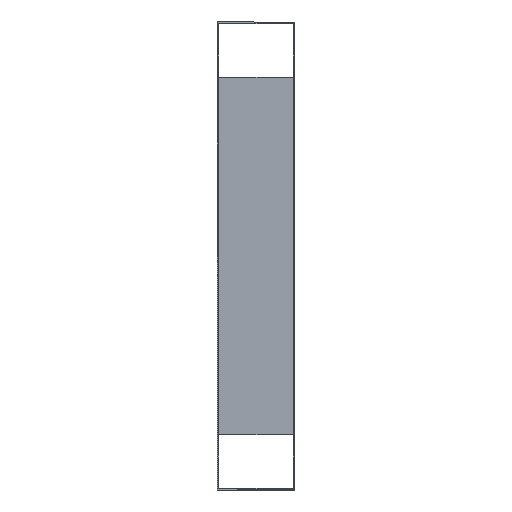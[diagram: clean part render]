
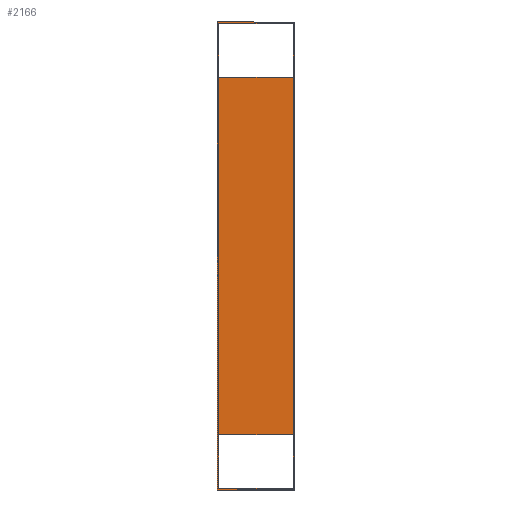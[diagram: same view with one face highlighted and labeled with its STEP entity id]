
A CAD part, left-side view. The second image highlights one B-rep face of the part: STEP entity #2166.
In plain terms, the highlighted planar face has unit normal (-1, 0, 0).
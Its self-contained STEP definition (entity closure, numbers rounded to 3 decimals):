
#13 = VECTOR ( 'NONE', #436, 1000. ) ;
#33 = EDGE_CURVE ( 'NONE', #603, #625, #2066, .T. ) ;
#52 = EDGE_CURVE ( 'NONE', #408, #1807, #1142, .T. ) ;
#66 = VERTEX_POINT ( 'NONE', #645 ) ;
#104 = CARTESIAN_POINT ( 'NONE',  ( -300., 68.6, -161.5 ) ) ;
#112 = CARTESIAN_POINT ( 'NONE',  ( -300., 70., -211.5 ) ) ;
#161 = EDGE_LOOP ( 'NONE', ( #1435, #658, #1766, #1481 ) ) ;
#174 = CARTESIAN_POINT ( 'NONE',  ( -300., 68.6, 161.5 ) ) ;
#182 = ORIENTED_EDGE ( 'NONE', *, *, #33, .T. ) ;
#194 = LINE ( 'NONE', #1538, #1419 ) ;
#226 = CARTESIAN_POINT ( 'NONE',  ( -300., 68.6, -210.1 ) ) ;
#235 = DIRECTION ( 'NONE',  ( -1., 0., 0. ) ) ;
#242 = CARTESIAN_POINT ( 'NONE',  ( -300., 70., -211.5 ) ) ;
#392 = CARTESIAN_POINT ( 'NONE',  ( -300., 1.4, 161.5 ) ) ;
#408 = VERTEX_POINT ( 'NONE', #1580 ) ;
#430 = DIRECTION ( 'NONE',  ( 0., 0., 1. ) ) ;
#436 = DIRECTION ( 'NONE',  ( 0., 0., 1. ) ) ;
#445 = VECTOR ( 'NONE', #1307, 1000. ) ;
#446 = LINE ( 'NONE', #749, #2208 ) ;
#473 = DIRECTION ( 'NONE',  ( 0., 1., 0. ) ) ;
#486 = DIRECTION ( 'NONE',  ( 0., -1., 0. ) ) ;
#581 = DIRECTION ( 'NONE',  ( 0., 1., 0. ) ) ;
#603 = VERTEX_POINT ( 'NONE', #938 ) ;
#610 = FACE_BOUND ( 'NONE', #1384, .T. ) ;
#625 = VERTEX_POINT ( 'NONE', #1456 ) ;
#645 = CARTESIAN_POINT ( 'NONE',  ( -300., 1.4, 210.1 ) ) ;
#658 = ORIENTED_EDGE ( 'NONE', *, *, #1741, .T. ) ;
#673 = VECTOR ( 'NONE', #581, 1000. ) ;
#749 = CARTESIAN_POINT ( 'NONE',  ( -300., 1.4, 210.1 ) ) ;
#758 = AXIS2_PLACEMENT_3D ( 'NONE', #1130, #235, #430 ) ;
#824 = VERTEX_POINT ( 'NONE', #1018 ) ;
#839 = CARTESIAN_POINT ( 'NONE',  ( -300., 70., 211.5 ) ) ;
#840 = VECTOR ( 'NONE', #1796, 1000. ) ;
#857 = ORIENTED_EDGE ( 'NONE', *, *, #1325, .T. ) ;
#858 = CARTESIAN_POINT ( 'NONE',  ( -300., 0., -211.5 ) ) ;
#875 = CARTESIAN_POINT ( 'NONE',  ( -300., 68.6, -210.1 ) ) ;
#917 = VECTOR ( 'NONE', #1737, 1000. ) ;
#938 = CARTESIAN_POINT ( 'NONE',  ( -300., 1.4, -161.5 ) ) ;
#949 = ORIENTED_EDGE ( 'NONE', *, *, #1143, .T. ) ;
#966 = LINE ( 'NONE', #1044, #1239 ) ;
#1003 = ORIENTED_EDGE ( 'NONE', *, *, #1932, .T. ) ;
#1018 = CARTESIAN_POINT ( 'NONE',  ( -300., 70., 211.5 ) ) ;
#1044 = CARTESIAN_POINT ( 'NONE',  ( -300., 70., -358.547 ) ) ;
#1050 = DIRECTION ( 'NONE',  ( 0., 0., 1. ) ) ;
#1130 = CARTESIAN_POINT ( 'NONE',  ( -300., 70., -358.547 ) ) ;
#1142 = LINE ( 'NONE', #2176, #13 ) ;
#1143 = EDGE_CURVE ( 'NONE', #625, #1773, #2087, .T. ) ;
#1170 = ORIENTED_EDGE ( 'NONE', *, *, #1461, .T. ) ;
#1239 = VECTOR ( 'NONE', #1050, 1000. ) ;
#1256 = DIRECTION ( 'NONE',  ( 0., 0., -1. ) ) ;
#1269 = LINE ( 'NONE', #875, #1977 ) ;
#1300 = EDGE_CURVE ( 'NONE', #1744, #824, #1927, .T. ) ;
#1307 = DIRECTION ( 'NONE',  ( 0., -1., 0. ) ) ;
#1310 = CARTESIAN_POINT ( 'NONE',  ( -300., 1.4, -210.1 ) ) ;
#1325 = EDGE_CURVE ( 'NONE', #1773, #1729, #1269, .T. ) ;
#1378 = CARTESIAN_POINT ( 'NONE',  ( -300., 68.6, 210.1 ) ) ;
#1384 = EDGE_LOOP ( 'NONE', ( #1460, #1170, #1003, #1908 ) ) ;
#1407 = EDGE_CURVE ( 'NONE', #1807, #66, #1842, .T. ) ;
#1419 = VECTOR ( 'NONE', #486, 1000. ) ;
#1421 = VECTOR ( 'NONE', #473, 1000. ) ;
#1435 = ORIENTED_EDGE ( 'NONE', *, *, #1955, .F. ) ;
#1456 = CARTESIAN_POINT ( 'NONE',  ( -300., 1.4, -210.1 ) ) ;
#1460 = ORIENTED_EDGE ( 'NONE', *, *, #1407, .T. ) ;
#1461 = EDGE_CURVE ( 'NONE', #66, #1488, #446, .T. ) ;
#1481 = ORIENTED_EDGE ( 'NONE', *, *, #1300, .T. ) ;
#1488 = VERTEX_POINT ( 'NONE', #392 ) ;
#1494 = CARTESIAN_POINT ( 'NONE',  ( -300., 0., 211.5 ) ) ;
#1537 = EDGE_CURVE ( 'NONE', #1772, #1744, #1677, .T. ) ;
#1538 = CARTESIAN_POINT ( 'NONE',  ( -300., 68.6, -161.5 ) ) ;
#1547 = DIRECTION ( 'NONE',  ( 0., 0., 1. ) ) ;
#1565 = VERTEX_POINT ( 'NONE', #242 ) ;
#1580 = CARTESIAN_POINT ( 'NONE',  ( -300., 68.6, 161.5 ) ) ;
#1615 = CARTESIAN_POINT ( 'NONE',  ( -300., 0., -358.547 ) ) ;
#1643 = PLANE ( 'NONE',  #758 ) ;
#1677 = LINE ( 'NONE', #1615, #840 ) ;
#1688 = CARTESIAN_POINT ( 'NONE',  ( -300., 68.6, -210.1 ) ) ;
#1704 = LINE ( 'NONE', #174, #1947 ) ;
#1726 = CARTESIAN_POINT ( 'NONE',  ( -300., 68.6, 210.1 ) ) ;
#1729 = VERTEX_POINT ( 'NONE', #104 ) ;
#1737 = DIRECTION ( 'NONE',  ( 0., -1., 0. ) ) ;
#1741 = EDGE_CURVE ( 'NONE', #1565, #1772, #1866, .T. ) ;
#1744 = VERTEX_POINT ( 'NONE', #1494 ) ;
#1766 = ORIENTED_EDGE ( 'NONE', *, *, #1537, .T. ) ;
#1772 = VERTEX_POINT ( 'NONE', #858 ) ;
#1773 = VERTEX_POINT ( 'NONE', #1688 ) ;
#1796 = DIRECTION ( 'NONE',  ( 0., 0., 1. ) ) ;
#1807 = VERTEX_POINT ( 'NONE', #1726 ) ;
#1808 = DIRECTION ( 'NONE',  ( 0., 0., -1. ) ) ;
#1820 = EDGE_LOOP ( 'NONE', ( #182, #949, #857, #2106 ) ) ;
#1842 = LINE ( 'NONE', #1378, #917 ) ;
#1843 = EDGE_CURVE ( 'NONE', #1729, #603, #194, .T. ) ;
#1866 = LINE ( 'NONE', #112, #445 ) ;
#1908 = ORIENTED_EDGE ( 'NONE', *, *, #52, .T. ) ;
#1927 = LINE ( 'NONE', #839, #1421 ) ;
#1932 = EDGE_CURVE ( 'NONE', #1488, #408, #1704, .T. ) ;
#1947 = VECTOR ( 'NONE', #2260, 1000. ) ;
#1955 = EDGE_CURVE ( 'NONE', #1565, #824, #966, .T. ) ;
#1977 = VECTOR ( 'NONE', #1547, 1000. ) ;
#2053 = FACE_OUTER_BOUND ( 'NONE', #161, .T. ) ;
#2066 = LINE ( 'NONE', #1310, #2098 ) ;
#2087 = LINE ( 'NONE', #226, #673 ) ;
#2098 = VECTOR ( 'NONE', #1808, 1000. ) ;
#2106 = ORIENTED_EDGE ( 'NONE', *, *, #1843, .T. ) ;
#2110 = FACE_BOUND ( 'NONE', #1820, .T. ) ;
#2166 = ADVANCED_FACE ( 'NONE', ( #2110, #610, #2053 ), #1643, .T. ) ;
#2176 = CARTESIAN_POINT ( 'NONE',  ( -300., 68.6, 210.1 ) ) ;
#2208 = VECTOR ( 'NONE', #1256, 1000. ) ;
#2260 = DIRECTION ( 'NONE',  ( 0., 1., 0. ) ) ;
